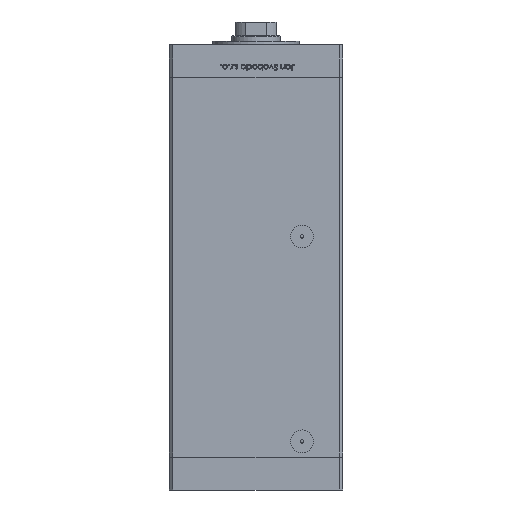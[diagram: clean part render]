
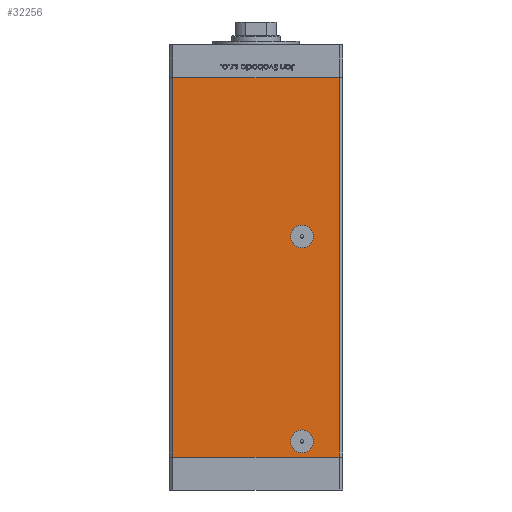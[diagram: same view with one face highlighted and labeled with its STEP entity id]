
A CAD part, front view. The second image highlights one B-rep face of the part: STEP entity #32256.
In plain terms, the highlighted planar face has unit normal (0, -1, 0).
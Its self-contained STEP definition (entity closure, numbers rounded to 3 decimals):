
#1285 = FACE_OUTER_BOUND ( 'NONE', #24439, .T. ) ;
#1391 = EDGE_CURVE ( 'NONE', #23276, #41033, #18985, .T. ) ;
#1972 = EDGE_CURVE ( 'NONE', #50078, #31310, #40116, .T. ) ;
#2510 = VERTEX_POINT ( 'NONE', #15724 ) ;
#4220 = EDGE_CURVE ( 'NONE', #7941, #50078, #30033, .T. ) ;
#4509 = DIRECTION ( 'NONE',  ( 1., 0., 0. ) ) ;
#5251 = VECTOR ( 'NONE', #48899, 1000. ) ;
#6739 = AXIS2_PLACEMENT_3D ( 'NONE', #37263, #20922, #28826 ) ;
#7246 = DIRECTION ( 'NONE',  ( 0., 0., -1. ) ) ;
#7699 = EDGE_CURVE ( 'NONE', #51057, #20312, #34288, .T. ) ;
#7941 = VERTEX_POINT ( 'NONE', #43039 ) ;
#9204 = PLANE ( 'NONE',  #22735 ) ;
#9705 = FACE_BOUND ( 'NONE', #49513, .T. ) ;
#10261 = CARTESIAN_POINT ( 'NONE',  ( 26.5, -43.5, 127. ) ) ;
#10676 = DIRECTION ( 'NONE',  ( 0., -1., 0. ) ) ;
#11321 = DIRECTION ( 'NONE',  ( 0., 1., 0. ) ) ;
#11375 = EDGE_CURVE ( 'NONE', #20312, #51057, #47817, .T. ) ;
#12029 = CARTESIAN_POINT ( 'NONE',  ( 26.5, -43.5, 133.58 ) ) ;
#12262 = CARTESIAN_POINT ( 'NONE',  ( 48., -43.5, 218.5 ) ) ;
#13750 = ORIENTED_EDGE ( 'NONE', *, *, #14202, .F. ) ;
#14202 = EDGE_CURVE ( 'NONE', #7941, #2510, #24964, .T. ) ;
#14779 = AXIS2_PLACEMENT_3D ( 'NONE', #10261, #11321, #27376 ) ;
#15724 = CARTESIAN_POINT ( 'NONE',  ( 48., -43.5, 218.5 ) ) ;
#15895 = CARTESIAN_POINT ( 'NONE',  ( 26.5, -43.5, 2.42 ) ) ;
#16216 = DIRECTION ( 'NONE',  ( 0., -1., 0. ) ) ;
#17942 = ORIENTED_EDGE ( 'NONE', *, *, #4220, .T. ) ;
#18031 = ORIENTED_EDGE ( 'NONE', *, *, #20095, .T. ) ;
#18292 = CARTESIAN_POINT ( 'NONE',  ( 26.5, -43.5, 120.42 ) ) ;
#18985 = CIRCLE ( 'NONE', #14779, 6.58 ) ;
#20095 = EDGE_CURVE ( 'NONE', #41033, #23276, #27792, .T. ) ;
#20312 = VERTEX_POINT ( 'NONE', #15895 ) ;
#20922 = DIRECTION ( 'NONE',  ( 0., 1., 0. ) ) ;
#21286 = DIRECTION ( 'NONE',  ( 1., 0., 0. ) ) ;
#22735 = AXIS2_PLACEMENT_3D ( 'NONE', #45566, #25779, #41866 ) ;
#23276 = VERTEX_POINT ( 'NONE', #12029 ) ;
#24365 = DIRECTION ( 'NONE',  ( 0., 0., -1. ) ) ;
#24439 = EDGE_LOOP ( 'NONE', ( #41248, #32439, #13750, #17942 ) ) ;
#24705 = CARTESIAN_POINT ( 'NONE',  ( -48., -43.5, 218.5 ) ) ;
#24964 = LINE ( 'NONE', #24705, #36074 ) ;
#25779 = DIRECTION ( 'NONE',  ( 0., 1., 0. ) ) ;
#26505 = EDGE_CURVE ( 'NONE', #2510, #31310, #48397, .T. ) ;
#27376 = DIRECTION ( 'NONE',  ( 0., 0., -1. ) ) ;
#27792 = CIRCLE ( 'NONE', #6739, 6.58 ) ;
#28316 = VECTOR ( 'NONE', #46132, 1000. ) ;
#28826 = DIRECTION ( 'NONE',  ( 0., 0., -1. ) ) ;
#30033 = LINE ( 'NONE', #35286, #28316 ) ;
#31310 = VERTEX_POINT ( 'NONE', #45301 ) ;
#32256 = ADVANCED_FACE ( 'NONE', ( #37399, #1285, #9705 ), #9204, .F. ) ;
#32439 = ORIENTED_EDGE ( 'NONE', *, *, #26505, .F. ) ;
#33758 = ORIENTED_EDGE ( 'NONE', *, *, #1391, .T. ) ;
#34288 = CIRCLE ( 'NONE', #44441, 6.58 ) ;
#35173 = CARTESIAN_POINT ( 'NONE',  ( 26.5, -43.5, 9. ) ) ;
#35286 = CARTESIAN_POINT ( 'NONE',  ( -48., -43.5, 218.5 ) ) ;
#36074 = VECTOR ( 'NONE', #21286, 1000. ) ;
#37263 = CARTESIAN_POINT ( 'NONE',  ( 26.5, -43.5, 127. ) ) ;
#37399 = FACE_BOUND ( 'NONE', #40509, .T. ) ;
#37978 = CARTESIAN_POINT ( 'NONE',  ( -48., -43.5, 0. ) ) ;
#39020 = CARTESIAN_POINT ( 'NONE',  ( 26.5, -43.5, 15.58 ) ) ;
#39578 = ORIENTED_EDGE ( 'NONE', *, *, #7699, .F. ) ;
#40116 = LINE ( 'NONE', #49075, #50997 ) ;
#40208 = CARTESIAN_POINT ( 'NONE',  ( 26.5, -43.5, 9. ) ) ;
#40509 = EDGE_LOOP ( 'NONE', ( #46638, #39578 ) ) ;
#41033 = VERTEX_POINT ( 'NONE', #18292 ) ;
#41248 = ORIENTED_EDGE ( 'NONE', *, *, #1972, .T. ) ;
#41866 = DIRECTION ( 'NONE',  ( 0., 0., 1. ) ) ;
#43039 = CARTESIAN_POINT ( 'NONE',  ( -48., -43.5, 218.5 ) ) ;
#44435 = AXIS2_PLACEMENT_3D ( 'NONE', #35173, #10676, #7246 ) ;
#44441 = AXIS2_PLACEMENT_3D ( 'NONE', #40208, #16216, #24365 ) ;
#45301 = CARTESIAN_POINT ( 'NONE',  ( 48., -43.5, 0. ) ) ;
#45566 = CARTESIAN_POINT ( 'NONE',  ( -48., -43.5, 218.5 ) ) ;
#46132 = DIRECTION ( 'NONE',  ( 0., 0., -1. ) ) ;
#46638 = ORIENTED_EDGE ( 'NONE', *, *, #11375, .F. ) ;
#47817 = CIRCLE ( 'NONE', #44435, 6.58 ) ;
#48397 = LINE ( 'NONE', #12262, #5251 ) ;
#48899 = DIRECTION ( 'NONE',  ( 0., 0., -1. ) ) ;
#49075 = CARTESIAN_POINT ( 'NONE',  ( -48., -43.5, 0. ) ) ;
#49513 = EDGE_LOOP ( 'NONE', ( #18031, #33758 ) ) ;
#50078 = VERTEX_POINT ( 'NONE', #37978 ) ;
#50997 = VECTOR ( 'NONE', #4509, 1000. ) ;
#51057 = VERTEX_POINT ( 'NONE', #39020 ) ;
